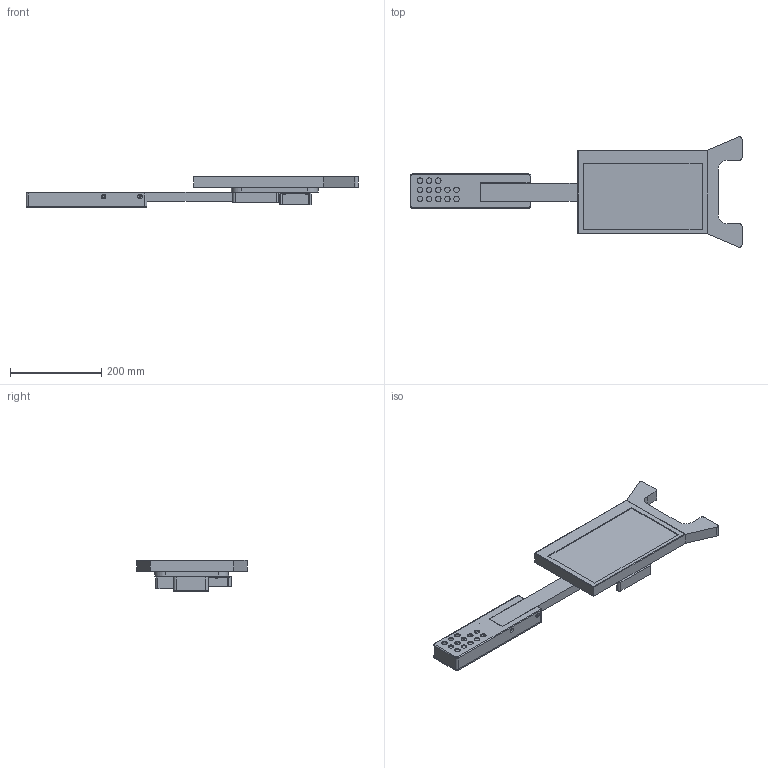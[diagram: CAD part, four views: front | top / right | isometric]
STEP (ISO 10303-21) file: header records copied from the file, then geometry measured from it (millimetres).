
FILE_DESCRIPTION(/* description */ (''),/* implementation_level */ '2;1');
FILE_NAME(/* name */ '095d7542-58e2-43d7-b434-0ff2e909308d.stp',/* time_stamp */ '2020-09-28T16:09:45+00:00',/* author */ (''),/* organization */ (''),/* preprocessor_version */ 'ST-DEVELOPER v18.1',/* originating_system */ 'Autodesk Translation Framework v9.3.0.1241',/* authorisation */ '');
FILE_SCHEMA (('AUTOMOTIVE_DESIGN { 1 0 10303 214 3 1 1 }'));
Length unit declared in the file: millimetre
Products named in the file (2): V2_001; RaspPi v1
Assembly tree (1 placements, depth 2):
  V2_001
    RaspPi v1
Bounding box: 727.5 x 242.09 x 70 mm (x, y, z)
Volume: 2381578.9 mm3; surface area: 446562.7 mm2
Topology: 8 solids, 8 shells, 241 faces, 568 edges, 368 vertices
Faces by surface type: plane 120, cylinder 101, cone 16, torus 4
Full cylindrical faces by diameter (mm): 2.8 x13, 4.1 x3, 4.2 x4, 4.5 x8, 6 x6, 7 x4, 10 x11, 12 x13
Entity records: 7170 total; most frequent: DIRECTION 1274, CARTESIAN_POINT 1180, ORIENTED_EDGE 1136, EDGE_CURVE 568, AXIS2_PLACEMENT_3D 462, VERTEX_POINT 368, LINE 350, VECTOR 350
